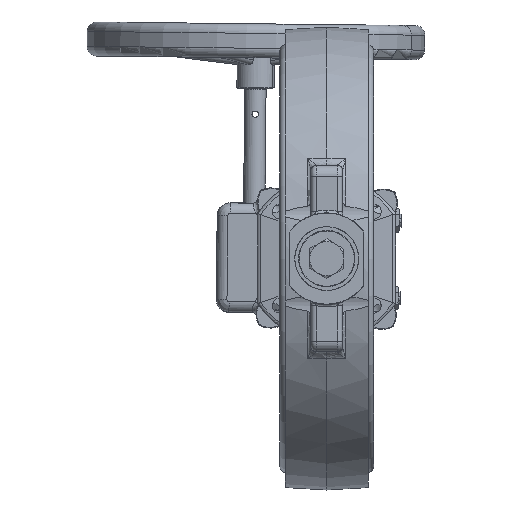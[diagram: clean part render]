
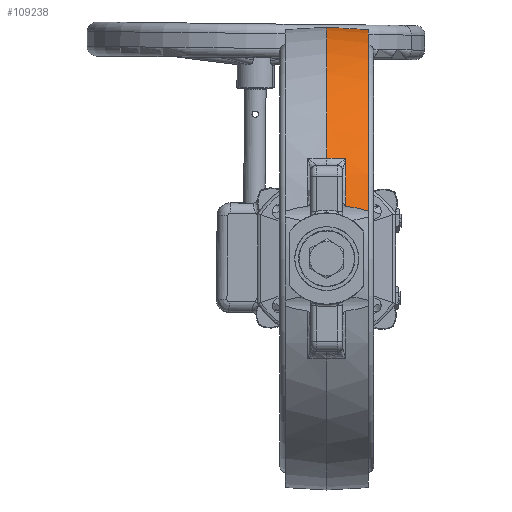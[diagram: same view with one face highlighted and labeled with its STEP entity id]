
A CAD part, front view. The second image highlights one B-rep face of the part: STEP entity #109238.
In plain terms, the highlighted conical face has half-angle 3.366 degrees and reference radius 215 mm.
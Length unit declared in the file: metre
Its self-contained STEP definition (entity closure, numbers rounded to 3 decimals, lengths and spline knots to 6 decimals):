
#2911 = CARTESIAN_POINT ( 'NONE',  ( 0.005941, -0.195607, 0.094298 ) ) ;
#4783 = EDGE_CURVE ( 'NONE', #101862, #113284, #73426, .T. ) ;
#5523 = CARTESIAN_POINT ( 'NONE',  ( 0.034677, -0.210484, 0.046038 ) ) ;
#10906 = DIRECTION ( 'NONE',  ( 1., 0., 0. ) ) ;
#12477 = CARTESIAN_POINT ( 'NONE',  ( 0.017824, -0.194839, 0.094282 ) ) ;
#13370 = AXIS2_PLACEMENT_3D ( 'NONE', #65767, #57442, #17271 ) ;
#17271 = DIRECTION ( 'NONE',  ( 0., 0., -1. ) ) ;
#17934 = DIRECTION ( 'NONE',  ( 0., 0., -1. ) ) ;
#20801 = CARTESIAN_POINT ( 'NONE',  ( 0., -0.195991, 0.094306 ) ) ;
#21325 = CARTESIAN_POINT ( 'NONE',  ( 0.017824, -0.210775, 0.049244 ) ) ;
#21392 = CARTESIAN_POINT ( 'NONE',  ( 0., -0.195991, 0.094306 ) ) ;
#21531 = EDGE_CURVE ( 'NONE', #52304, #113284, #92132, .T. ) ;
#24027 = CARTESIAN_POINT ( 'NONE',  ( 0.03555, -0.210483, 0.045804 ) ) ;
#24151 = VERTEX_POINT ( 'NONE', #21392 ) ;
#24556 = LINE ( 'NONE', #55130, #33389 ) ;
#25281 = CARTESIAN_POINT ( 'NONE',  ( 0.032049, -0.210498, 0.046697 ) ) ;
#27550 = CARTESIAN_POINT ( 'NONE',  ( 0.017824, -0.194839, 0.094282 ) ) ;
#29672 = CIRCLE ( 'NONE', #13370, 0.216452 ) ;
#30125 = EDGE_CURVE ( 'NONE', #24151, #51028, #115595, .T. ) ;
#30141 = ORIENTED_EDGE ( 'NONE', *, *, #125423, .F. ) ;
#33389 = VECTOR ( 'NONE', #73618, 1. ) ;
#39930 = DIRECTION ( 'NONE',  ( -1., 0., 0. ) ) ;
#43127 = CARTESIAN_POINT ( 'NONE',  ( 0.026741, -0.210575, 0.047778 ) ) ;
#43758 = CARTESIAN_POINT ( 'NONE',  ( 0.017824, -0.210775, 0.049244 ) ) ;
#47601 = CARTESIAN_POINT ( 'NONE',  ( 0.0425, 0., 0. ) ) ;
#51028 = VERTEX_POINT ( 'NONE', #27550 ) ;
#52304 = VERTEX_POINT ( 'NONE', #67099 ) ;
#54629 = EDGE_LOOP ( 'NONE', ( #124033, #90737, #30141, #123931, #80741, #64175 ) ) ;
#55130 = CARTESIAN_POINT ( 'NONE',  ( 0.0425, 0., 0.215 ) ) ;
#57442 = DIRECTION ( 'NONE',  ( 1., 0., 0. ) ) ;
#62911 = CARTESIAN_POINT ( 'NONE',  ( 0.037286, -0.210491, 0.045285 ) ) ;
#63544 = CARTESIAN_POINT ( 'NONE',  ( 0.030284, -0.210519, 0.047077 ) ) ;
#64175 = ORIENTED_EDGE ( 'NONE', *, *, #4783, .T. ) ;
#65154 = CIRCLE ( 'NONE', #87517, 0.2175 ) ;
#65767 = CARTESIAN_POINT ( 'NONE',  ( 0.017824, 0., 0. ) ) ;
#67099 = CARTESIAN_POINT ( 'NONE',  ( 0.039, 0., 0.215206 ) ) ;
#67821 = CONICAL_SURFACE ( 'NONE', #86368, 0.215, 0.059 ) ;
#68633 = CARTESIAN_POINT ( 'NONE',  ( 0., 0., 0. ) ) ;
#69277 = DIRECTION ( 'NONE',  ( 0., 0., 1. ) ) ;
#73426 = B_SPLINE_CURVE_WITH_KNOTS ( 'NONE', 3,
 ( #43758, #111939, #82660, #112577, #43127, #63544, #25281, #5523, #24027, #62911, #121511, #82030 ),
 .UNSPECIFIED., .F., .F.,
 ( 4, 2, 2, 2, 2, 4 ),
 ( 0., 0.005417, 0.010833, 0.01625, 0.018958, 0.021667 ),
 .UNSPECIFIED. ) ;
#73618 = DIRECTION ( 'NONE',  ( -0.998, 0., 0.059 ) ) ;
#77536 = FACE_OUTER_BOUND ( 'NONE', #54629, .T. ) ;
#80741 = ORIENTED_EDGE ( 'NONE', *, *, #115020, .T. ) ;
#82030 = CARTESIAN_POINT ( 'NONE',  ( 0.039, -0.210519, 0.044668 ) ) ;
#82660 = CARTESIAN_POINT ( 'NONE',  ( 0.021399, -0.210687, 0.048698 ) ) ;
#86368 = AXIS2_PLACEMENT_3D ( 'NONE', #47601, #116405, #125343 ) ;
#86730 = CARTESIAN_POINT ( 'NONE',  ( 0.039, -0.210519, 0.044668 ) ) ;
#87517 = AXIS2_PLACEMENT_3D ( 'NONE', #68633, #39930, #69277 ) ;
#90737 = ORIENTED_EDGE ( 'NONE', *, *, #111955, .T. ) ;
#90831 = CARTESIAN_POINT ( 'NONE',  ( 0.011883, -0.195223, 0.09429 ) ) ;
#92132 = CIRCLE ( 'NONE', #112418, 0.215206 ) ;
#92210 = VERTEX_POINT ( 'NONE', #114619 ) ;
#95683 = CARTESIAN_POINT ( 'NONE',  ( 0.039, 0., 0. ) ) ;
#101862 = VERTEX_POINT ( 'NONE', #21325 ) ;
#109238 = ADVANCED_FACE ( 'NONE', ( #77536 ), #67821, .T. ) ;
#111939 = CARTESIAN_POINT ( 'NONE',  ( 0.019613, -0.210729, 0.048978 ) ) ;
#111955 = EDGE_CURVE ( 'NONE', #52304, #92210, #24556, .T. ) ;
#112418 = AXIS2_PLACEMENT_3D ( 'NONE', #95683, #10906, #17934 ) ;
#112577 = CARTESIAN_POINT ( 'NONE',  ( 0.024963, -0.210609, 0.048098 ) ) ;
#113284 = VERTEX_POINT ( 'NONE', #86730 ) ;
#114619 = CARTESIAN_POINT ( 'NONE',  ( 0., 0., 0.2175 ) ) ;
#115020 = EDGE_CURVE ( 'NONE', #51028, #101862, #29672, .T. ) ;
#115595 = B_SPLINE_CURVE_WITH_KNOTS ( 'NONE', 3,
 ( #20801, #2911, #90831, #12477 ),
 .UNSPECIFIED., .F., .F.,
 ( 4, 4 ),
 ( 0., 0.017861 ),
 .UNSPECIFIED. ) ;
#116405 = DIRECTION ( 'NONE',  ( -1., 0., 0. ) ) ;
#121511 = CARTESIAN_POINT ( 'NONE',  ( 0.038148, -0.2105, 0.045002 ) ) ;
#123931 = ORIENTED_EDGE ( 'NONE', *, *, #30125, .T. ) ;
#124033 = ORIENTED_EDGE ( 'NONE', *, *, #21531, .F. ) ;
#125343 = DIRECTION ( 'NONE',  ( 0., 0., 1. ) ) ;
#125423 = EDGE_CURVE ( 'NONE', #24151, #92210, #65154, .T. ) ;
